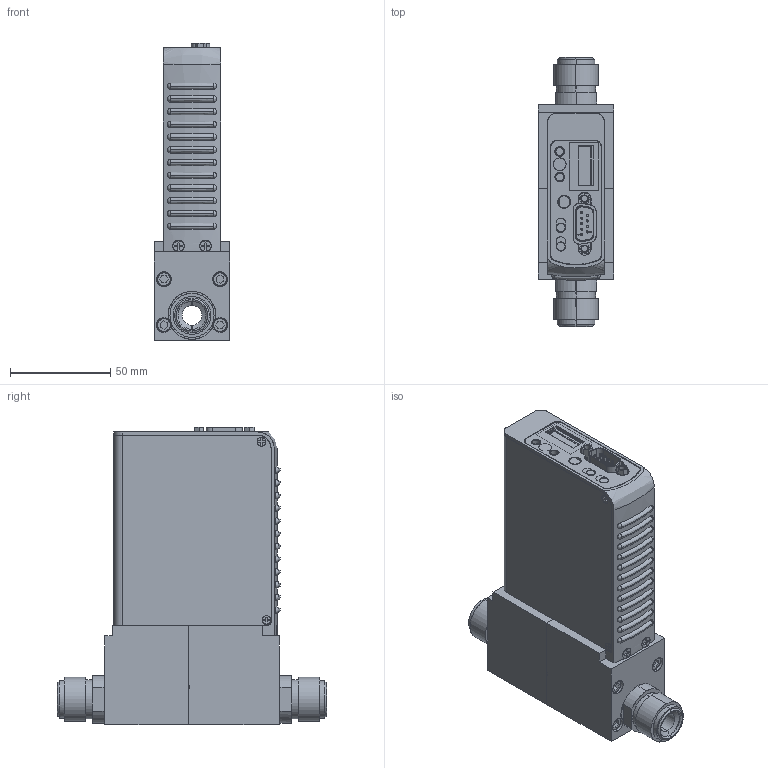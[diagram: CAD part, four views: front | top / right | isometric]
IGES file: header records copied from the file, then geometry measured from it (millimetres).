
Start section: SolidWorks IGES file using analytic representation for surfaces
Global section: file name: GF101-GF-121-GF126-V1-G1.IGS; native system: SolidWorks 2017; preprocessor: SolidWorks 2017; author: CFehr; date: 170727.152450; units: inch
Bounding box: 37.59 x 134.21 x 148.45 mm (x, y, z)
Surface area: 61325.4 mm2 (no closed solid volume)
Topology: 0 solids, 0 shells, 757 faces, 11435 edges, 11435 vertices
Faces by surface type: bspline 596, revolution 161
